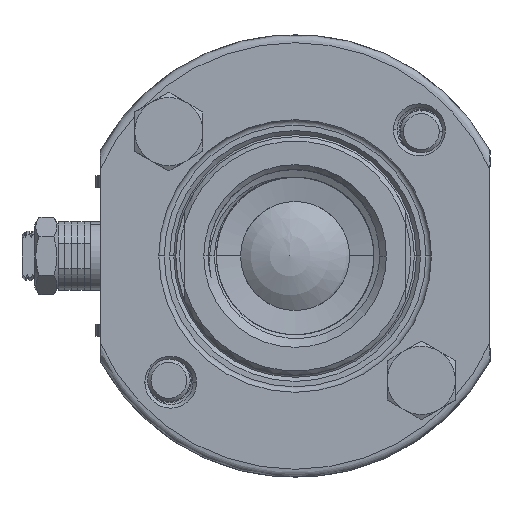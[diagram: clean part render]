
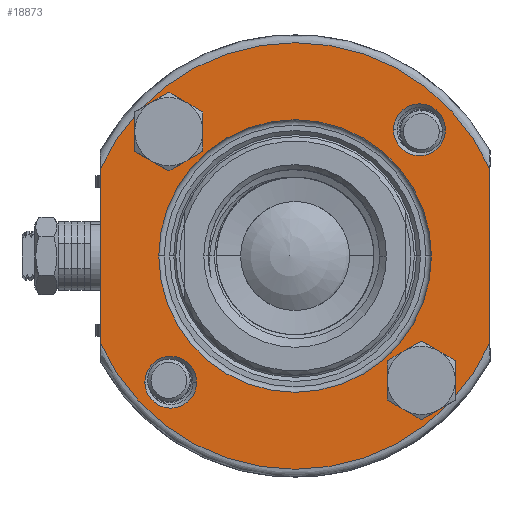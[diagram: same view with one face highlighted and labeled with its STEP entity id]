
A CAD part, left-side view. The second image highlights one B-rep face of the part: STEP entity #18873.
In plain terms, the highlighted planar face has unit normal (-1, 0, 0).
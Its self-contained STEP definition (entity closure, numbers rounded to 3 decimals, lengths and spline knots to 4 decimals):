
#400 = CARTESIAN_POINT ( 'NONE',  ( -1.2234, -0.104, 2.111 ) ) ;
#3084 = FACE_BOUND ( 'NONE', #72182, .T. ) ;
#4109 = EDGE_CURVE ( 'NONE', #20480, #62671, #83904, .T. ) ;
#4517 = ORIENTED_EDGE ( 'NONE', *, *, #22655, .T. ) ;
#5199 = VERTEX_POINT ( 'NONE', #91650 ) ;
#5443 = EDGE_CURVE ( 'NONE', #76362, #94707, #77858, .T. ) ;
#6148 = VERTEX_POINT ( 'NONE', #27031 ) ;
#8055 = CARTESIAN_POINT ( 'NONE',  ( -1.2234, 1.326, 1.4751 ) ) ;
#8273 = DIRECTION ( 'NONE',  ( 0., -1., 0. ) ) ;
#10357 = VERTEX_POINT ( 'NONE', #32023 ) ;
#10429 = DIRECTION ( 'NONE',  ( 1., 0., 0. ) ) ;
#11388 = ORIENTED_EDGE ( 'NONE', *, *, #73395, .T. ) ;
#13278 = DIRECTION ( 'NONE',  ( -1., 0., 0. ) ) ;
#13805 = VERTEX_POINT ( 'NONE', #54839 ) ;
#16532 = CARTESIAN_POINT ( 'NONE',  ( -1.2234, -0.84, 1.1986 ) ) ;
#17673 = ORIENTED_EDGE ( 'NONE', *, *, #42828, .T. ) ;
#17976 = AXIS2_PLACEMENT_3D ( 'NONE', #73629, #27014, #81441 ) ;
#18512 = CARTESIAN_POINT ( 'NONE',  ( -1.2234, -1.534, -0.0463 ) ) ;
#18518 = CARTESIAN_POINT ( 'NONE',  ( -1.2234, 0.8084, 1.185 ) ) ;
#18702 = CIRCLE ( 'NONE', #61560, 0.1901 ) ;
#18873 = ADVANCED_FACE ( 'NONE', ( #93320, #62798, #83492, #3084, #23829, #65265 ), #41794, .F. ) ;
#19066 = CARTESIAN_POINT ( 'NONE',  ( -1.2234, -1.104, 2.111 ) ) ;
#19462 = CARTESIAN_POINT ( 'NONE',  ( -1.2234, -1.03, 1.1986 ) ) ;
#19531 = AXIS2_PLACEMENT_3D ( 'NONE', #76375, #29792, #84212 ) ;
#20480 = VERTEX_POINT ( 'NONE', #8055 ) ;
#22655 = EDGE_CURVE ( 'NONE', #85348, #5199, #18702, .T. ) ;
#23667 = DIRECTION ( 'NONE',  ( 1., 0., 0. ) ) ;
#23829 = FACE_BOUND ( 'NONE', #37213, .T. ) ;
#26350 = DIRECTION ( 'NONE',  ( 0., 1., 0. ) ) ;
#27014 = DIRECTION ( 'NONE',  ( 1., 0., 0. ) ) ;
#27031 = CARTESIAN_POINT ( 'NONE',  ( -1.2234, -0.8264, 3.037 ) ) ;
#27310 = DIRECTION ( 'NONE',  ( 0., 1., 0. ) ) ;
#29251 = CARTESIAN_POINT ( 'NONE',  ( -1.2234, 0.6319, 3.0234 ) ) ;
#29792 = DIRECTION ( 'NONE',  ( 1., 0., 0. ) ) ;
#31300 = CARTESIAN_POINT ( 'NONE',  ( -1.2234, 0.822, 3.0234 ) ) ;
#31570 = CIRCLE ( 'NONE', #44333, 1.565 ) ;
#32023 = CARTESIAN_POINT ( 'NONE',  ( -1.2234, 0.896, 2.111 ) ) ;
#32503 = CIRCLE ( 'NONE', #99323, 1. ) ;
#33355 = CIRCLE ( 'NONE', #100366, 1. ) ;
#35624 = CARTESIAN_POINT ( 'NONE',  ( -1.2234, -0.104, 2.111 ) ) ;
#36221 = VERTEX_POINT ( 'NONE', #29251 ) ;
#36772 = DIRECTION ( 'NONE',  ( 1., 0., 0. ) ) ;
#37173 = VERTEX_POINT ( 'NONE', #19066 ) ;
#37213 = EDGE_LOOP ( 'NONE', ( #47271, #45884 ) ) ;
#37344 = AXIS2_PLACEMENT_3D ( 'NONE', #31300, #85711, #39111 ) ;
#37365 = CARTESIAN_POINT ( 'NONE',  ( -1.2234, -0.104, 2.111 ) ) ;
#37844 = CIRCLE ( 'NONE', #101242, 0.1901 ) ;
#39111 = DIRECTION ( 'NONE',  ( 0., 1., 0. ) ) ;
#39844 = CIRCLE ( 'NONE', #76662, 1.565 ) ;
#39929 = CARTESIAN_POINT ( 'NONE',  ( -1.2234, 1.012, 3.0234 ) ) ;
#40112 = EDGE_CURVE ( 'NONE', #94707, #76362, #74209, .T. ) ;
#41531 = DIRECTION ( 'NONE',  ( 1., 0., 0. ) ) ;
#41794 = PLANE ( 'NONE',  #69942 ) ;
#42552 = VECTOR ( 'NONE', #63719, 39.3701 ) ;
#42828 = EDGE_CURVE ( 'NONE', #20480, #55812, #31570, .T. ) ;
#42977 = ORIENTED_EDGE ( 'NONE', *, *, #70526, .F. ) ;
#43442 = DIRECTION ( 'NONE',  ( 0., -1., 0. ) ) ;
#44035 = EDGE_LOOP ( 'NONE', ( #42977, #63296, #54852, #17673 ) ) ;
#44333 = AXIS2_PLACEMENT_3D ( 'NONE', #35624, #90059, #43442 ) ;
#45163 = DIRECTION ( 'NONE',  ( 0., -1., 0. ) ) ;
#45884 = ORIENTED_EDGE ( 'NONE', *, *, #56851, .F. ) ;
#47271 = ORIENTED_EDGE ( 'NONE', *, *, #84102, .F. ) ;
#48209 = EDGE_CURVE ( 'NONE', #36221, #93377, #79527, .T. ) ;
#49163 = CARTESIAN_POINT ( 'NONE',  ( -1.2234, 1.326, 2.7469 ) ) ;
#49844 = EDGE_CURVE ( 'NONE', #93377, #36221, #51398, .T. ) ;
#51398 = CIRCLE ( 'NONE', #71344, 0.1901 ) ;
#54839 = CARTESIAN_POINT ( 'NONE',  ( -1.2234, -1.2065, 3.037 ) ) ;
#54852 = ORIENTED_EDGE ( 'NONE', *, *, #4109, .F. ) ;
#54930 = DIRECTION ( 'NONE',  ( -1., 0., 0. ) ) ;
#55114 = CIRCLE ( 'NONE', #57030, 0.1901 ) ;
#55812 = VERTEX_POINT ( 'NONE', #68044 ) ;
#56498 = EDGE_LOOP ( 'NONE', ( #11388, #94571 ) ) ;
#56851 = EDGE_CURVE ( 'NONE', #10357, #37173, #33355, .T. ) ;
#57030 = AXIS2_PLACEMENT_3D ( 'NONE', #83333, #36772, #91208 ) ;
#57869 = ORIENTED_EDGE ( 'NONE', *, *, #5443, .T. ) ;
#58046 = VECTOR ( 'NONE', #65131, 39.3701 ) ;
#59912 = CARTESIAN_POINT ( 'NONE',  ( -1.2234, -0.104, 2.111 ) ) ;
#60455 = LINE ( 'NONE', #18512, #58046 ) ;
#61560 = AXIS2_PLACEMENT_3D ( 'NONE', #88127, #41531, #96045 ) ;
#61947 = ORIENTED_EDGE ( 'NONE', *, *, #49844, .T. ) ;
#62671 = VERTEX_POINT ( 'NONE', #49163 ) ;
#62798 = FACE_BOUND ( 'NONE', #89764, .T. ) ;
#63028 = EDGE_LOOP ( 'NONE', ( #57869, #79886 ) ) ;
#63033 = CARTESIAN_POINT ( 'NONE',  ( -1.2234, 1.326, -0.0463 ) ) ;
#63296 = ORIENTED_EDGE ( 'NONE', *, *, #94143, .T. ) ;
#63719 = DIRECTION ( 'NONE',  ( 0., 0., 1. ) ) ;
#64182 = EDGE_CURVE ( 'NONE', #5199, #85348, #37844, .T. ) ;
#65131 = DIRECTION ( 'NONE',  ( 0., 0., -1. ) ) ;
#65265 = FACE_OUTER_BOUND ( 'NONE', #44035, .T. ) ;
#67768 = DIRECTION ( 'NONE',  ( 0., -1., 0. ) ) ;
#68044 = CARTESIAN_POINT ( 'NONE',  ( -1.2234, -1.534, 1.4751 ) ) ;
#68268 = ORIENTED_EDGE ( 'NONE', *, *, #48209, .T. ) ;
#69942 = AXIS2_PLACEMENT_3D ( 'NONE', #80551, #10429, #96305 ) ;
#70309 = CARTESIAN_POINT ( 'NONE',  ( -1.2234, 0.822, 3.0234 ) ) ;
#70526 = EDGE_CURVE ( 'NONE', #74100, #55812, #60455, .T. ) ;
#71344 = AXIS2_PLACEMENT_3D ( 'NONE', #70309, #23667, #78100 ) ;
#72182 = EDGE_LOOP ( 'NONE', ( #68268, #61947 ) ) ;
#72966 = DIRECTION ( 'NONE',  ( 1., 0., 0. ) ) ;
#73395 = EDGE_CURVE ( 'NONE', #13805, #6148, #96539, .T. ) ;
#73629 = CARTESIAN_POINT ( 'NONE',  ( -1.2234, -1.0165, 3.037 ) ) ;
#73926 = DIRECTION ( 'NONE',  ( 1., 0., 0. ) ) ;
#74100 = VERTEX_POINT ( 'NONE', #75618 ) ;
#74209 = CIRCLE ( 'NONE', #83614, 0.1901 ) ;
#75618 = CARTESIAN_POINT ( 'NONE',  ( -1.2234, -1.534, 2.7469 ) ) ;
#76362 = VERTEX_POINT ( 'NONE', #80260 ) ;
#76375 = CARTESIAN_POINT ( 'NONE',  ( -1.2234, 0.8084, 1.185 ) ) ;
#76662 = AXIS2_PLACEMENT_3D ( 'NONE', #59912, #13278, #67768 ) ;
#77858 = CIRCLE ( 'NONE', #19531, 0.1901 ) ;
#78100 = DIRECTION ( 'NONE',  ( 0., 1., 0. ) ) ;
#79527 = CIRCLE ( 'NONE', #37344, 0.1901 ) ;
#79886 = ORIENTED_EDGE ( 'NONE', *, *, #40112, .T. ) ;
#80260 = CARTESIAN_POINT ( 'NONE',  ( -1.2234, 0.6183, 1.185 ) ) ;
#80551 = CARTESIAN_POINT ( 'NONE',  ( -1.2234, -0.104, 3.111 ) ) ;
#81441 = DIRECTION ( 'NONE',  ( 0., 1., 0. ) ) ;
#83333 = CARTESIAN_POINT ( 'NONE',  ( -1.2234, -1.0165, 3.037 ) ) ;
#83492 = FACE_BOUND ( 'NONE', #56498, .T. ) ;
#83614 = AXIS2_PLACEMENT_3D ( 'NONE', #18518, #72966, #26350 ) ;
#83904 = LINE ( 'NONE', #63033, #42552 ) ;
#84102 = EDGE_CURVE ( 'NONE', #37173, #10357, #32503, .T. ) ;
#84212 = DIRECTION ( 'NONE',  ( 0., 1., 0. ) ) ;
#85348 = VERTEX_POINT ( 'NONE', #16532 ) ;
#85711 = DIRECTION ( 'NONE',  ( 1., 0., 0. ) ) ;
#86084 = CARTESIAN_POINT ( 'NONE',  ( -1.2234, 0.9985, 1.185 ) ) ;
#88127 = CARTESIAN_POINT ( 'NONE',  ( -1.2234, -1.03, 1.1986 ) ) ;
#89764 = EDGE_LOOP ( 'NONE', ( #98745, #4517 ) ) ;
#90059 = DIRECTION ( 'NONE',  ( -1., 0., 0. ) ) ;
#90653 = EDGE_CURVE ( 'NONE', #6148, #13805, #55114, .T. ) ;
#91208 = DIRECTION ( 'NONE',  ( 0., 1., 0. ) ) ;
#91650 = CARTESIAN_POINT ( 'NONE',  ( -1.2234, -1.2201, 1.1986 ) ) ;
#91806 = DIRECTION ( 'NONE',  ( -1., 0., 0. ) ) ;
#93320 = FACE_BOUND ( 'NONE', #63028, .T. ) ;
#93377 = VERTEX_POINT ( 'NONE', #39929 ) ;
#94143 = EDGE_CURVE ( 'NONE', #74100, #62671, #39844, .T. ) ;
#94571 = ORIENTED_EDGE ( 'NONE', *, *, #90653, .T. ) ;
#94707 = VERTEX_POINT ( 'NONE', #86084 ) ;
#96045 = DIRECTION ( 'NONE',  ( 0., 1., 0. ) ) ;
#96305 = DIRECTION ( 'NONE',  ( 0., 1., 0. ) ) ;
#96539 = CIRCLE ( 'NONE', #17976, 0.1901 ) ;
#98745 = ORIENTED_EDGE ( 'NONE', *, *, #64182, .T. ) ;
#99323 = AXIS2_PLACEMENT_3D ( 'NONE', #37365, #91806, #45163 ) ;
#100366 = AXIS2_PLACEMENT_3D ( 'NONE', #400, #54930, #8273 ) ;
#101242 = AXIS2_PLACEMENT_3D ( 'NONE', #19462, #73926, #27310 ) ;
